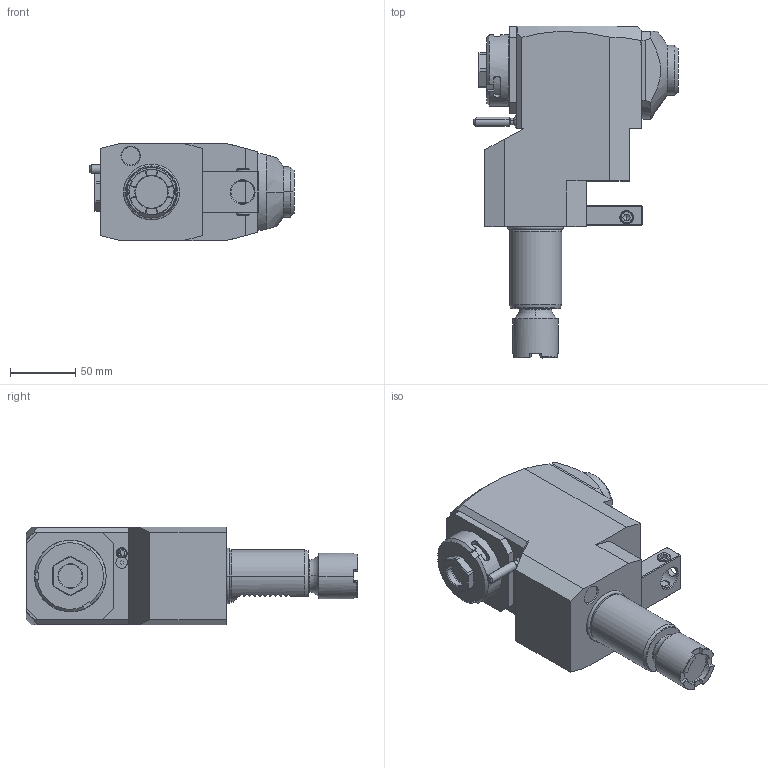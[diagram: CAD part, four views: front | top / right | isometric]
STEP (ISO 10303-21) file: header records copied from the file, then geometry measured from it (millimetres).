
FILE_DESCRIPTION((''),'2;1');
FILE_NAME('NGT1_40_455_25_3_2_120TJB','2024-10-28T',('vali'),('NOVA GRUP'),'PRO/ENGINEER BY PARAMETRIC TECHNOLOGY CORPORATION, 2010280','PRO/ENGINEER BY PARAMETRIC TECHNOLOGY CORPORATION, 2010280','');
FILE_SCHEMA(('CONFIG_CONTROL_DESIGN'));
Length unit declared in the file: millimetre
Products named in the file (1): NGT1_40_455_25_3_2_120TJB
Bounding box: 156.83 x 255 x 75 mm (x, y, z)
Volume: 1315508.2 mm3; surface area: 95368.8 mm2
Topology: 1 solids, 1 shells, 379 faces, 1013 edges, 650 vertices
Faces by surface type: plane 199, cylinder 72, cone 71, bspline 30, torus 5, sphere 2
Entity records: 15343 total; most frequent: CARTESIAN_POINT 6417, ORIENTED_EDGE 2018, DIRECTION 1592, EDGE_CURVE 1009, VERTEX_POINT 650, AXIS2_PLACEMENT_3D 550, VECTOR 492, LINE 492
